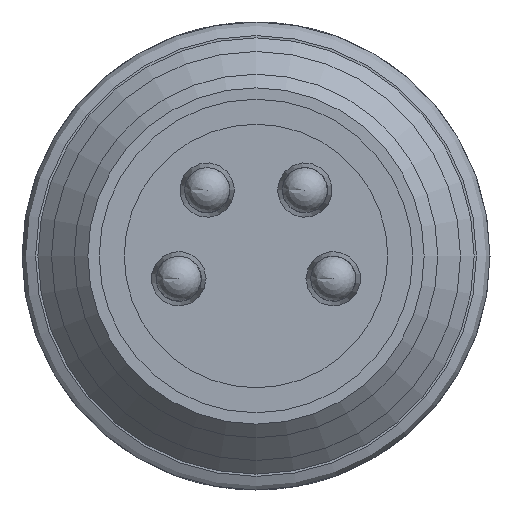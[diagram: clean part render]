
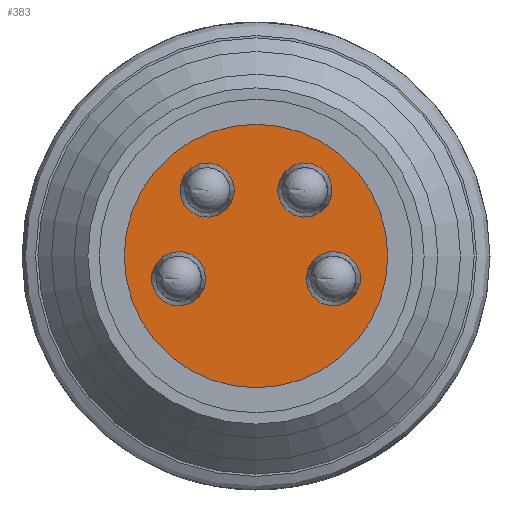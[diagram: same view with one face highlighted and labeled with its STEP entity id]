
A CAD part, left-side view. The second image highlights one B-rep face of the part: STEP entity #383.
In plain terms, the highlighted planar face has unit normal (-1, 0, 0).
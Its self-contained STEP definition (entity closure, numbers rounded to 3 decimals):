
#199=PLANE('',#2494);
#383=ADVANCED_FACE('',(#558,#559,#560,#561,#562),#199,.T.);
#558=FACE_BOUND('',#798,.T.);
#559=FACE_BOUND('',#799,.T.);
#560=FACE_BOUND('',#800,.T.);
#561=FACE_BOUND('',#801,.T.);
#562=FACE_BOUND('',#802,.T.);
#798=EDGE_LOOP('',(#1390));
#799=EDGE_LOOP('',(#1391));
#800=EDGE_LOOP('',(#1392));
#801=EDGE_LOOP('',(#1393));
#802=EDGE_LOOP('',(#1394));
#1390=ORIENTED_EDGE('',*,*,#1841,.F.);
#1391=ORIENTED_EDGE('',*,*,#1840,.F.);
#1392=ORIENTED_EDGE('',*,*,#1839,.T.);
#1393=ORIENTED_EDGE('',*,*,#1838,.T.);
#1394=ORIENTED_EDGE('',*,*,#1837,.F.);
#1583=VERTEX_POINT('',#5865);
#1584=VERTEX_POINT('',#5868);
#1585=VERTEX_POINT('',#5871);
#1586=VERTEX_POINT('',#5874);
#1587=VERTEX_POINT('',#5877);
#1837=EDGE_CURVE('',#1583,#1583,#1986,.T.);
#1838=EDGE_CURVE('',#1584,#1584,#1987,.T.);
#1839=EDGE_CURVE('',#1585,#1585,#1988,.T.);
#1840=EDGE_CURVE('',#1586,#1586,#1989,.T.);
#1841=EDGE_CURVE('',#1587,#1587,#1990,.T.);
#1986=CIRCLE('',#2485,0.6);
#1987=CIRCLE('',#2487,0.6);
#1988=CIRCLE('',#2489,0.6);
#1989=CIRCLE('',#2491,0.6);
#1990=CIRCLE('',#2493,2.9);
#2485=AXIS2_PLACEMENT_3D('',#5864,#3025,#3026);
#2487=AXIS2_PLACEMENT_3D('',#5867,#3029,#3030);
#2489=AXIS2_PLACEMENT_3D('',#5870,#3033,#3034);
#2491=AXIS2_PLACEMENT_3D('',#5873,#3037,#3038);
#2493=AXIS2_PLACEMENT_3D('',#5876,#3041,#3042);
#2494=AXIS2_PLACEMENT_3D('',#5878,#3043,#3044);
#3025=DIRECTION('',(-1.,0.,0.));
#3026=DIRECTION('',(0.,1.,0.));
#3029=DIRECTION('',(1.,0.,0.));
#3030=DIRECTION('',(0.,-1.,0.));
#3033=DIRECTION('',(1.,0.,0.));
#3034=DIRECTION('',(0.,-1.,0.));
#3037=DIRECTION('',(-1.,0.,0.));
#3038=DIRECTION('',(0.,1.,0.));
#3041=DIRECTION('',(1.,0.,0.));
#3042=DIRECTION('',(0.,0.,1.));
#3043=DIRECTION('',(-1.,0.,0.));
#3044=DIRECTION('',(0.,-1.,0.));
#5864=CARTESIAN_POINT('',(40.9,48.3,-0.5));
#5865=CARTESIAN_POINT('',(40.9,48.9,-0.5));
#5867=CARTESIAN_POINT('',(40.9,51.7,-0.5));
#5868=CARTESIAN_POINT('',(40.9,51.1,-0.5));
#5870=CARTESIAN_POINT('',(40.9,51.075,1.45));
#5871=CARTESIAN_POINT('',(40.9,50.475,1.45));
#5873=CARTESIAN_POINT('',(40.9,48.925,1.45));
#5874=CARTESIAN_POINT('',(40.9,49.525,1.45));
#5876=CARTESIAN_POINT('',(40.9,50.,0.));
#5877=CARTESIAN_POINT('',(40.9,50.,2.9));
#5878=CARTESIAN_POINT('',(40.9,50.,0.));
